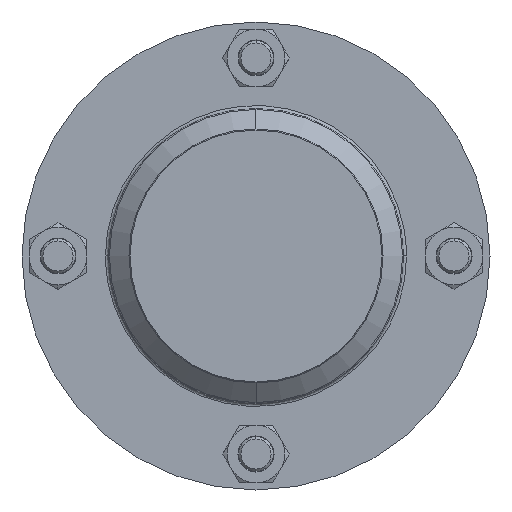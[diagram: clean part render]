
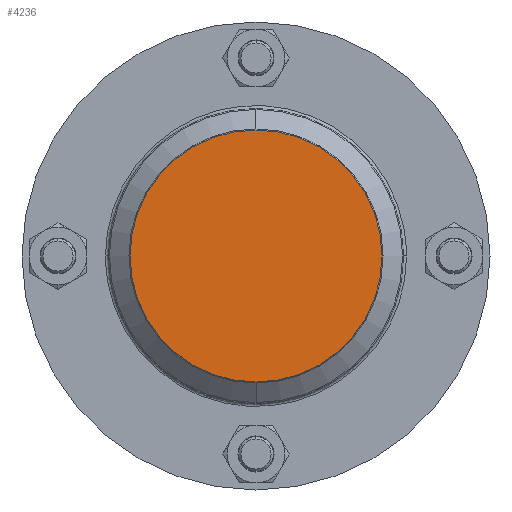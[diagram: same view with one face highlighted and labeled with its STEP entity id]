
A CAD part, left-side view. The second image highlights one B-rep face of the part: STEP entity #4236.
In plain terms, the highlighted planar face has unit normal (-1, 0, 0).
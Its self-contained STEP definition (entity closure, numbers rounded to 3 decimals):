
#604 = CARTESIAN_POINT ( 'NONE',  ( -24., 35., 0. ) ) ;
#801 = CIRCLE ( 'NONE', #931, 35. ) ;
#804 = DIRECTION ( 'NONE',  ( 1., 0., 0. ) ) ;
#931 = AXIS2_PLACEMENT_3D ( 'NONE', #946, #804, #936 ) ;
#936 = DIRECTION ( 'NONE',  ( 0., 1., 0. ) ) ;
#946 = CARTESIAN_POINT ( 'NONE',  ( -24., 0., 0. ) ) ;
#1146 = CARTESIAN_POINT ( 'NONE',  ( -24., -35., 0. ) ) ;
#1261 = DIRECTION ( 'NONE',  ( 0., 0., -1. ) ) ;
#1262 = DIRECTION ( 'NONE',  ( 1., 0., 0. ) ) ;
#1263 = CARTESIAN_POINT ( 'NONE',  ( -24., 0., 0. ) ) ;
#1337 = PLANE ( 'NONE',  #1343 ) ;
#1343 = AXIS2_PLACEMENT_3D ( 'NONE', #1263, #1262, #1261 ) ;
#1353 = FACE_OUTER_BOUND ( 'NONE', #4198, .T. ) ;
#1445 = DIRECTION ( 'NONE',  ( 0., 1., 0. ) ) ;
#1446 = DIRECTION ( 'NONE',  ( 1., 0., 0. ) ) ;
#1447 = CARTESIAN_POINT ( 'NONE',  ( -24., 0., 0. ) ) ;
#1448 = AXIS2_PLACEMENT_3D ( 'NONE', #1447, #1446, #1445 ) ;
#1451 = CIRCLE ( 'NONE', #1448, 35. ) ;
#4069 = VERTEX_POINT ( 'NONE', #604 ) ;
#4106 = ORIENTED_EDGE ( 'NONE', *, *, #4107, .F. ) ;
#4107 = EDGE_CURVE ( 'NONE', #4203, #4069, #801, .T. ) ;
#4198 = EDGE_LOOP ( 'NONE', ( #4231, #4106 ) ) ;
#4203 = VERTEX_POINT ( 'NONE', #1146 ) ;
#4231 = ORIENTED_EDGE ( 'NONE', *, *, #4352, .F. ) ;
#4236 = ADVANCED_FACE ( 'NONE', ( #1353 ), #1337, .F. ) ;
#4352 = EDGE_CURVE ( 'NONE', #4069, #4203, #1451, .T. ) ;
